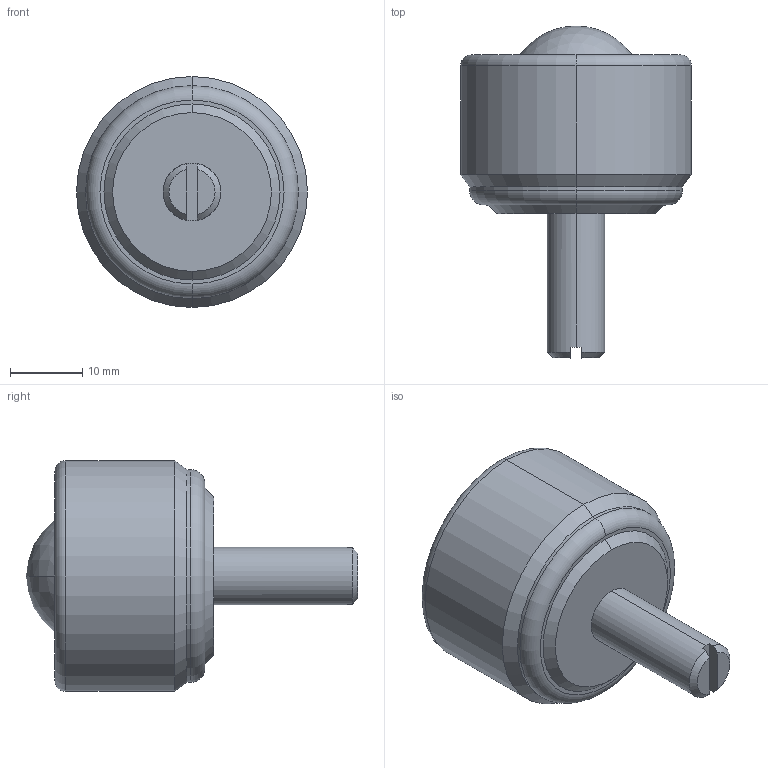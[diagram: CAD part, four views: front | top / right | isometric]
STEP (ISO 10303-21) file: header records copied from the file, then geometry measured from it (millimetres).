
FILE_DESCRIPTION (( 'STEP AP203' ), '1' );
FILE_NAME ('K-142-6H.STEP', '2007-01-30T01:19:16', ( ' ' ), ( ' ' ), 'SwSTEP 2.0', 'SolidWorks 2006004', '' );
FILE_SCHEMA (( 'CONFIG_CONTROL_DESIGN' ));
Length unit declared in the file: millimetre
Products named in the file (1): K-142-6H
Bounding box: 32 x 46 x 32 mm (x, y, z)
Volume: 18096.9 mm3; surface area: 4040.7 mm2
Topology: 1 solids, 1 shells, 26 faces, 56 edges, 35 vertices
Faces by surface type: plane 8, cylinder 6, cone 6, torus 4, sphere 2
Entity records: 799 total; most frequent: DIRECTION 140, CARTESIAN_POINT 130, ORIENTED_EDGE 112, AXIS2_PLACEMENT_3D 61, EDGE_CURVE 56, VERTEX_POINT 35, CIRCLE 34, EDGE_LOOP 29
